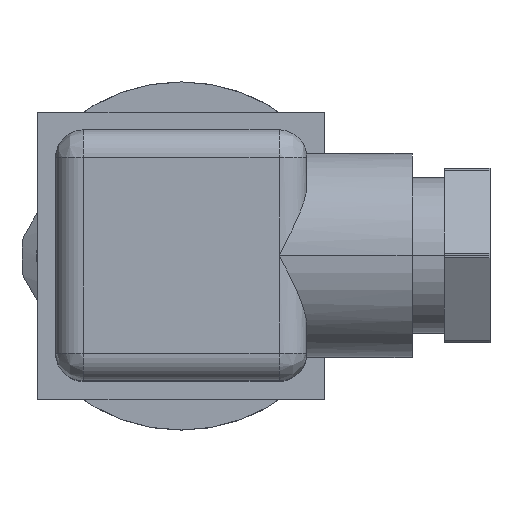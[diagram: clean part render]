
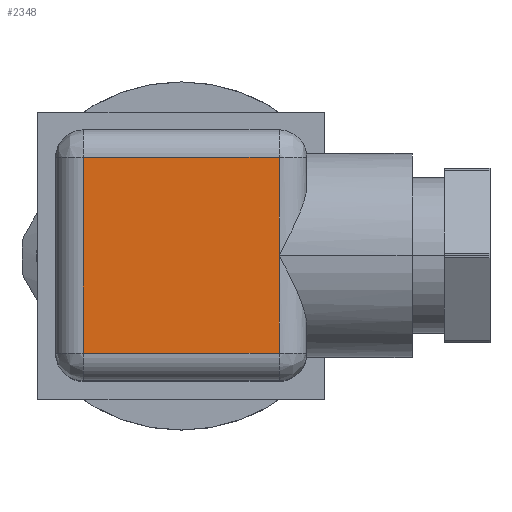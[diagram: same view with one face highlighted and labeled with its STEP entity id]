
A CAD part, top view. The second image highlights one B-rep face of the part: STEP entity #2348.
In plain terms, the highlighted planar face has unit normal (0, 0, 1).
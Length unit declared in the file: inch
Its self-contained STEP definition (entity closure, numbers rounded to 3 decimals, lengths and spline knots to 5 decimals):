
#240 = CARTESIAN_POINT ( 'NONE',  ( 0.42079, 0., 2.00394 ) ) ;
#479 = EDGE_CURVE ( 'NONE', #3128, #4884, #2904, .T. ) ;
#481 = CARTESIAN_POINT ( 'NONE',  ( 0., -0.42079, 2.00394 ) ) ;
#487 = ORIENTED_EDGE ( 'NONE', *, *, #5352, .T. ) ;
#943 = VECTOR ( 'NONE', #3460, 39.37008 ) ;
#984 = CARTESIAN_POINT ( 'NONE',  ( -0.42079, -0.42079, 2.00394 ) ) ;
#1284 = EDGE_CURVE ( 'NONE', #3867, #3586, #3646, .T. ) ;
#1332 = DIRECTION ( 'NONE',  ( 0., 1., 0. ) ) ;
#1417 = LINE ( 'NONE', #3300, #4164 ) ;
#1426 = PLANE ( 'NONE',  #5334 ) ;
#1482 = VECTOR ( 'NONE', #4557, 39.37008 ) ;
#1486 = EDGE_CURVE ( 'NONE', #3087, #3586, #2935, .T. ) ;
#1926 = VECTOR ( 'NONE', #5114, 39.37008 ) ;
#1959 = CARTESIAN_POINT ( 'NONE',  ( 0.42079, -0.42079, 2.00394 ) ) ;
#2048 = CARTESIAN_POINT ( 'NONE',  ( 0.42079, 0.42079, 2.00394 ) ) ;
#2334 = DIRECTION ( 'NONE',  ( 0., 0., 1. ) ) ;
#2348 = ADVANCED_FACE ( 'FACE20', ( #4050 ), #1426, .T. ) ;
#2487 = CARTESIAN_POINT ( 'NONE',  ( -0.42079, 0.42079, 2.00394 ) ) ;
#2605 = CARTESIAN_POINT ( 'NONE',  ( 0.42079, 0., 2.00394 ) ) ;
#2868 = VECTOR ( 'NONE', #1332, 39.37008 ) ;
#2897 = ORIENTED_EDGE ( 'NONE', *, *, #3438, .F. ) ;
#2904 = LINE ( 'NONE', #481, #1482 ) ;
#2935 = LINE ( 'NONE', #3485, #1926 ) ;
#3013 = ORIENTED_EDGE ( 'NONE', *, *, #1284, .T. ) ;
#3087 = VERTEX_POINT ( 'NONE', #2487 ) ;
#3128 = VERTEX_POINT ( 'NONE', #1959 ) ;
#3300 = CARTESIAN_POINT ( 'NONE',  ( -0.42079, 0., 2.00394 ) ) ;
#3438 = EDGE_CURVE ( 'NONE', #4884, #3087, #1417, .T. ) ;
#3460 = DIRECTION ( 'NONE',  ( 0., 1., 0. ) ) ;
#3485 = CARTESIAN_POINT ( 'NONE',  ( 0., 0.42079, 2.00394 ) ) ;
#3586 = VERTEX_POINT ( 'NONE', #2048 ) ;
#3625 = CARTESIAN_POINT ( 'NONE',  ( 0.42079, 0., 2.00394 ) ) ;
#3646 = LINE ( 'NONE', #240, #943 ) ;
#3654 = EDGE_LOOP ( 'NONE', ( #3013, #4325, #2897, #4010, #487 ) ) ;
#3867 = VERTEX_POINT ( 'NONE', #3625 ) ;
#3959 = LINE ( 'NONE', #2605, #2868 ) ;
#3971 = DIRECTION ( 'NONE',  ( 1., 0., 0. ) ) ;
#4010 = ORIENTED_EDGE ( 'NONE', *, *, #479, .F. ) ;
#4050 = FACE_OUTER_BOUND ( 'NONE', #3654, .T. ) ;
#4164 = VECTOR ( 'NONE', #4225, 39.37008 ) ;
#4225 = DIRECTION ( 'NONE',  ( 0., 1., 0. ) ) ;
#4325 = ORIENTED_EDGE ( 'NONE', *, *, #1486, .F. ) ;
#4557 = DIRECTION ( 'NONE',  ( -1., 0., 0. ) ) ;
#4883 = CARTESIAN_POINT ( 'NONE',  ( 0., 0., 2.00394 ) ) ;
#4884 = VERTEX_POINT ( 'NONE', #984 ) ;
#5114 = DIRECTION ( 'NONE',  ( 1., 0., 0. ) ) ;
#5334 = AXIS2_PLACEMENT_3D ( 'NONE', #4883, #2334, #3971 ) ;
#5352 = EDGE_CURVE ( 'NONE', #3128, #3867, #3959, .T. ) ;
